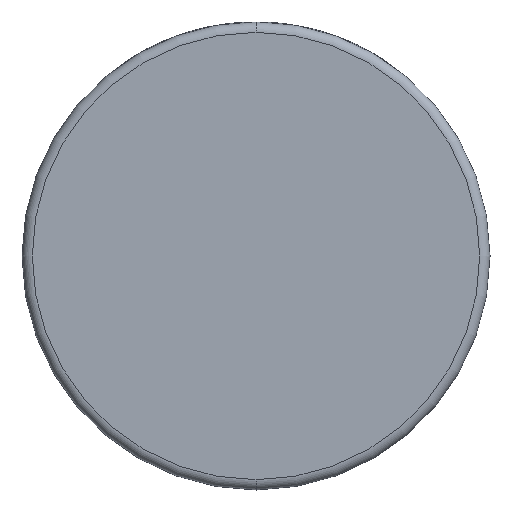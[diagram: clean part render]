
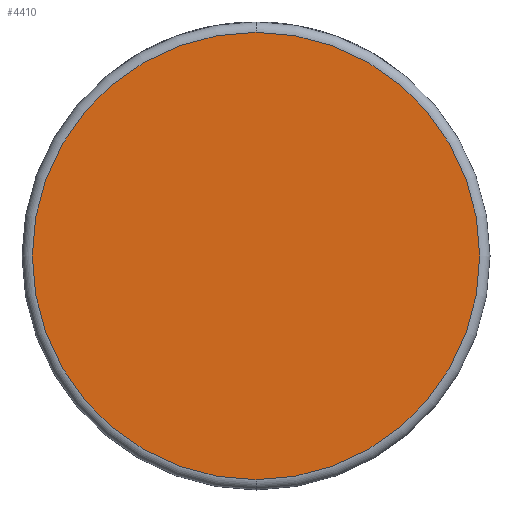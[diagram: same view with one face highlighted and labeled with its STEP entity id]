
A CAD part, front view. The second image highlights one B-rep face of the part: STEP entity #4410.
In plain terms, the highlighted planar face has unit normal (0, -1, 0).
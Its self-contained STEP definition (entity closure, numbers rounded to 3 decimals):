
#696 = CARTESIAN_POINT ( 'NONE',  ( 0., 0., 0. ) ) ;
#833 = VERTEX_POINT ( 'NONE', #3333 ) ;
#919 = EDGE_CURVE ( 'NONE', #1434, #833, #1741, .T. ) ;
#1005 = DIRECTION ( 'NONE',  ( 0., -1., 0. ) ) ;
#1059 = PLANE ( 'NONE',  #3323 ) ;
#1168 = CARTESIAN_POINT ( 'NONE',  ( 0., 0., 0. ) ) ;
#1300 = ORIENTED_EDGE ( 'NONE', *, *, #919, .T. ) ;
#1423 = CARTESIAN_POINT ( 'NONE',  ( 0., 0., 0. ) ) ;
#1434 = VERTEX_POINT ( 'NONE', #2118 ) ;
#1741 = CIRCLE ( 'NONE', #3828, 43.5 ) ;
#1811 = FACE_OUTER_BOUND ( 'NONE', #4624, .T. ) ;
#2118 = CARTESIAN_POINT ( 'NONE',  ( 0., 0., -43.5 ) ) ;
#2398 = DIRECTION ( 'NONE',  ( 0., 0., 1. ) ) ;
#2586 = DIRECTION ( 'NONE',  ( 0., 0., 1. ) ) ;
#3077 = DIRECTION ( 'NONE',  ( 0., 0., 1. ) ) ;
#3108 = CIRCLE ( 'NONE', #3907, 43.5 ) ;
#3323 = AXIS2_PLACEMENT_3D ( 'NONE', #1168, #3947, #2398 ) ;
#3333 = CARTESIAN_POINT ( 'NONE',  ( 0., 0., 43.5 ) ) ;
#3828 = AXIS2_PLACEMENT_3D ( 'NONE', #1423, #1005, #2586 ) ;
#3875 = ORIENTED_EDGE ( 'NONE', *, *, #4387, .T. ) ;
#3907 = AXIS2_PLACEMENT_3D ( 'NONE', #696, #4217, #3077 ) ;
#3947 = DIRECTION ( 'NONE',  ( 0., 1., 0. ) ) ;
#4217 = DIRECTION ( 'NONE',  ( 0., -1., 0. ) ) ;
#4387 = EDGE_CURVE ( 'NONE', #833, #1434, #3108, .T. ) ;
#4410 = ADVANCED_FACE ( 'NONE', ( #1811 ), #1059, .F. ) ;
#4624 = EDGE_LOOP ( 'NONE', ( #3875, #1300 ) ) ;
